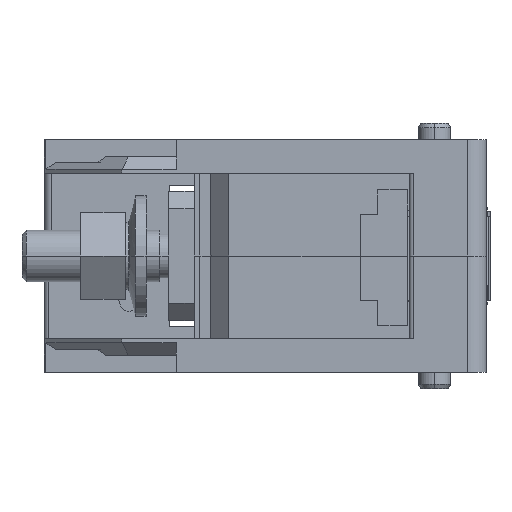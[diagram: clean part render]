
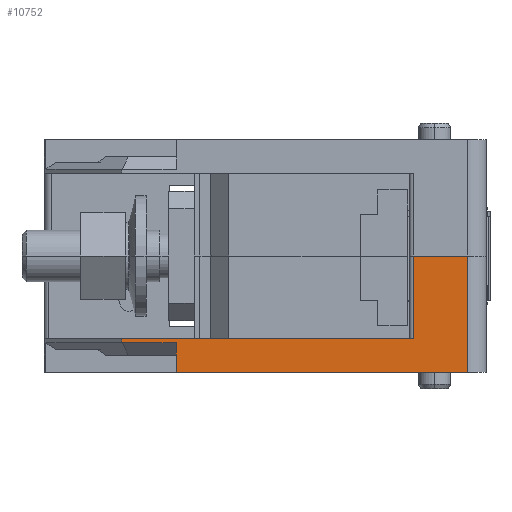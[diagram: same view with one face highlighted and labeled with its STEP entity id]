
A CAD part, left-side view. The second image highlights one B-rep face of the part: STEP entity #10752.
In plain terms, the highlighted planar face has unit normal (-1, 0, 0).
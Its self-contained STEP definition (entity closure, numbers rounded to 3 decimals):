
#984=DIRECTION('',(0.,-1.,0.));
#985=VECTOR('',#984,6.279);
#986=CARTESIAN_POINT('',(-53.75,-9.825,-13.5));
#987=LINE('',#986,#985);
#988=DIRECTION('',(0.,0.,-1.));
#989=VECTOR('',#988,13.5);
#990=CARTESIAN_POINT('',(-53.75,-16.104,-13.5));
#991=LINE('',#990,#989);
#992=DIRECTION('',(0.,1.,0.));
#993=VECTOR('',#992,33.804);
#994=CARTESIAN_POINT('',(-53.75,-16.104,-27.));
#995=LINE('',#994,#993);
#996=DIRECTION('',(0.,-1.,0.));
#997=VECTOR('',#996,33.838);
#998=CARTESIAN_POINT('',(-53.75,24.013,-23.1));
#999=LINE('',#998,#997);
#1000=DIRECTION('',(0.,0.,-1.));
#1001=VECTOR('',#1000,9.6);
#1002=CARTESIAN_POINT('',(-53.75,-9.825,-13.5));
#1003=LINE('',#1002,#1001);
#1008=DIRECTION('',(0.,0.,-1.));
#1009=VECTOR('',#1008,3.426);
#1010=CARTESIAN_POINT('',(-53.75,17.7,-23.574));
#1011=LINE('',#1010,#1009);
#1024=DIRECTION('',(0.,-0.833,-0.553));
#1025=VECTOR('',#1024,0.058);
#1026=CARTESIAN_POINT('',(-53.75,24.013,-23.542));
#1027=LINE('',#1026,#1025);
#1032=DIRECTION('',(0.,-1.,0.));
#1033=VECTOR('',#1032,6.264);
#1034=CARTESIAN_POINT('',(-53.75,23.964,-23.574));
#1035=LINE('',#1034,#1033);
#1084=DIRECTION('',(0.,0.,-1.));
#1085=VECTOR('',#1084,0.442);
#1086=CARTESIAN_POINT('',(-53.75,24.013,-23.1));
#1087=LINE('',#1086,#1085);
#7645=CARTESIAN_POINT('',(-53.75,-16.104,-27.));
#7646=CARTESIAN_POINT('',(-53.75,17.7,-27.));
#7647=VERTEX_POINT('',#7645);
#7648=VERTEX_POINT('',#7646);
#7767=CARTESIAN_POINT('',(-53.75,-9.825,-23.1));
#7768=VERTEX_POINT('',#7767);
#7769=CARTESIAN_POINT('',(-53.75,24.013,-23.1));
#7770=VERTEX_POINT('',#7769);
#8459=CARTESIAN_POINT('',(-53.75,-16.104,-13.5));
#8460=VERTEX_POINT('',#8459);
#8461=CARTESIAN_POINT('',(-53.75,-9.825,-13.5));
#8462=VERTEX_POINT('',#8461);
#8475=CARTESIAN_POINT('',(-53.75,17.7,-23.574));
#8476=VERTEX_POINT('',#8475);
#8477=CARTESIAN_POINT('',(-53.75,23.964,-23.574));
#8478=VERTEX_POINT('',#8477);
#8479=CARTESIAN_POINT('',(-53.75,24.013,-23.542));
#8480=VERTEX_POINT('',#8479);
#10731=CARTESIAN_POINT('',(-53.75,3.954,-20.25));
#10732=DIRECTION('',(1.,0.,0.));
#10733=DIRECTION('',(0.,0.,-1.));
#10734=AXIS2_PLACEMENT_3D('',#10731,#10732,#10733);
#10735=PLANE('',#10734);
#10737=ORIENTED_EDGE('',*,*,#10736,.F.);
#10738=ORIENTED_EDGE('',*,*,#10648,.T.);
#10739=ORIENTED_EDGE('',*,*,#10725,.T.);
#10740=ORIENTED_EDGE('',*,*,#9890,.T.);
#10742=ORIENTED_EDGE('',*,*,#10741,.F.);
#10744=ORIENTED_EDGE('',*,*,#10743,.F.);
#10746=ORIENTED_EDGE('',*,*,#10745,.F.);
#10748=ORIENTED_EDGE('',*,*,#10747,.F.);
#10749=ORIENTED_EDGE('',*,*,#10554,.T.);
#10750=EDGE_LOOP('',(#10737,#10738,#10739,#10740,#10742,#10744,#10746,#10748,
#10749));
#10751=FACE_OUTER_BOUND('',#10750,.F.);
#10752=ADVANCED_FACE('',(#10751),#10735,.F.);
#9890=EDGE_CURVE('',#7647,#7648,#995,.T.);
#10554=EDGE_CURVE('',#7770,#7768,#999,.T.);
#10648=EDGE_CURVE('',#8462,#8460,#987,.T.);
#10725=EDGE_CURVE('',#8460,#7647,#991,.T.);
#10736=EDGE_CURVE('',#8462,#7768,#1003,.T.);
#10741=EDGE_CURVE('',#8476,#7648,#1011,.T.);
#10743=EDGE_CURVE('',#8478,#8476,#1035,.T.);
#10745=EDGE_CURVE('',#8480,#8478,#1027,.T.);
#10747=EDGE_CURVE('',#7770,#8480,#1087,.T.);
